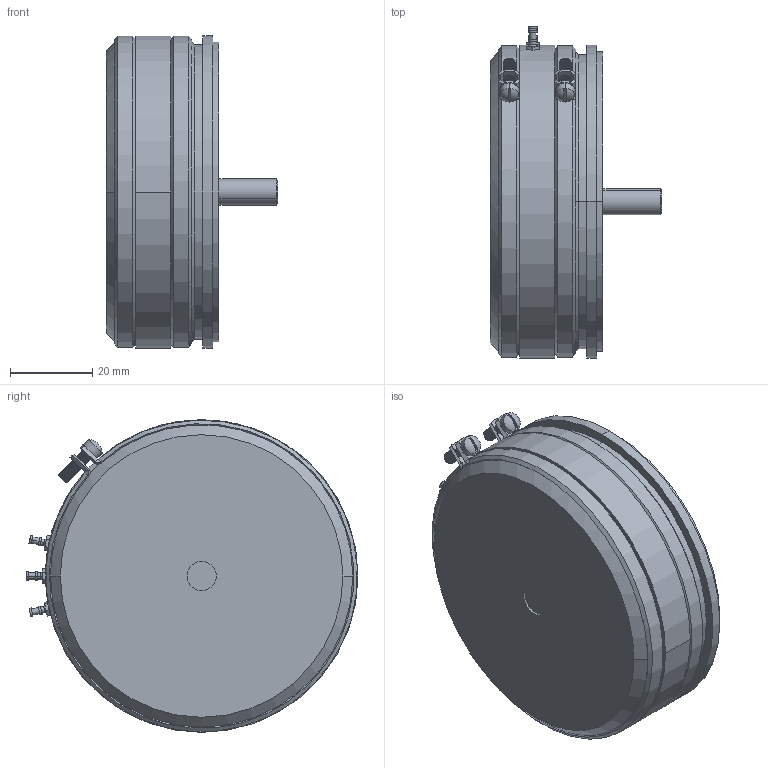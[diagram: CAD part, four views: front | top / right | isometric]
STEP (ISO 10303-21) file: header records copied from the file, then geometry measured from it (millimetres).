
FILE_DESCRIPTION((''),'2;1');
FILE_NAME('5713_SW0004','2014-04-07T',('bmozley'),(''),'PRO/ENGINEER BY PARAMETRIC TECHNOLOGY CORPORATION, 2014000','PRO/ENGINEER BY PARAMETRIC TECHNOLOGY CORPORATION, 2014000','');
FILE_SCHEMA(('CONFIG_CONTROL_DESIGN'));
Length unit declared in the file: inch
Products named in the file (1): 5713_SW0004
Bounding box: 41.76 x 80.9 x 76.2 mm (x, y, z)
Volume: 121401.7 mm3; surface area: 22591.4 mm2
Topology: 1 solids, 1 shells, 361 faces, 893 edges, 556 vertices
Faces by surface type: cylinder 160, plane 97, cone 50, bspline 36, torus 14, sphere 4
Entity records: 30119 total; most frequent: CARTESIAN_POINT 21982, ORIENTED_EDGE 1786, DIRECTION 1519, EDGE_CURVE 893, AXIS2_PLACEMENT_3D 581, VERTEX_POINT 556, EDGE_LOOP 391, FACE_OUTER_BOUND 361
